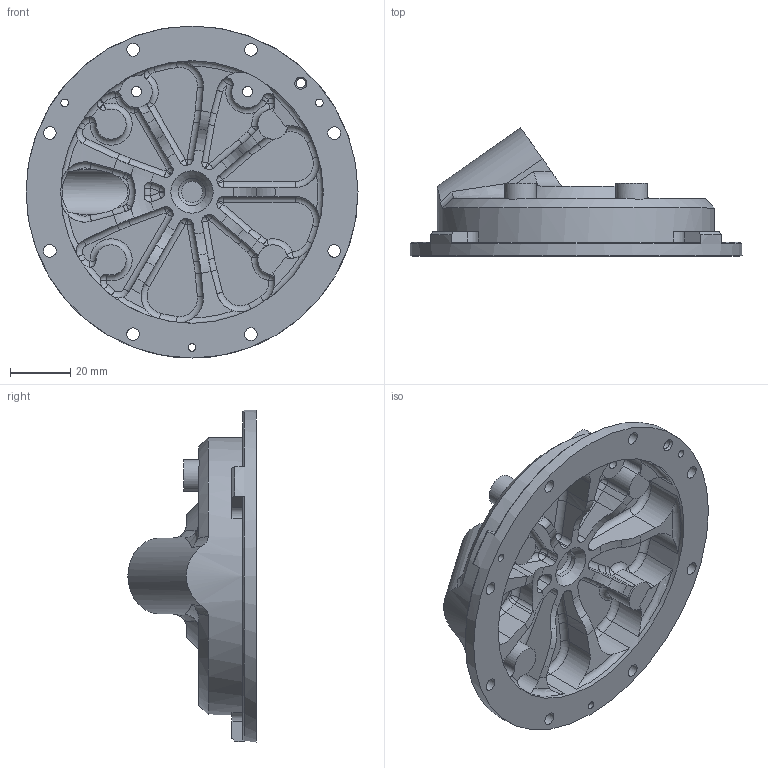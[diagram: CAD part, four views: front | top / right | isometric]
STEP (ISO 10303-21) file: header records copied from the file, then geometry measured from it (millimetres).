
FILE_DESCRIPTION(/* description */ (''),/* implementation_level */ '2;1');
FILE_NAME(/* name */ 'ACWA-0180-BC_CONE_AR_AVEC_PLOTS v12.step',/* time_stamp */ '2024-04-08T17:07:42+02:00',/* author */ (''),/* organization */ (''),/* preprocessor_version */ 'ST-DEVELOPER v20',/* originating_system */ 'Autodesk Translation Framework v12.20.1.177',/* authorisation */ '');
FILE_SCHEMA (('AUTOMOTIVE_DESIGN { 1 0 10303 214 3 1 1 }'));
Length unit declared in the file: millimetre
Products named in the file (1): ACWA-0180-BC_CONE_AR_AVEC_PLOTS
Bounding box: 110 x 42.48 x 110 mm (x, y, z)
Volume: 75701.6 mm3; surface area: 37467.7 mm2
Topology: 1 solids, 1 shells, 423 faces, 1078 edges, 660 vertices
Faces by surface type: cylinder 167, torus 92, plane 79, sphere 39, cone 33, bspline 13
Full cylindrical faces by diameter (mm): 2.529 x3, 3.1 x1, 3.332 x2, 4.2 x8, 4.234 x4, 6.6 x2, 9 x1, 10.5 x2, 15.036 x1, 87 x1, 92 x1, 110 x1
Entity records: 13951 total; most frequent: CARTESIAN_POINT 3665, DIRECTION 2259, ORIENTED_EDGE 2148, EDGE_CURVE 1074, AXIS2_PLACEMENT_3D 967, VERTEX_POINT 660, CIRCLE 545, EDGE_LOOP 460
